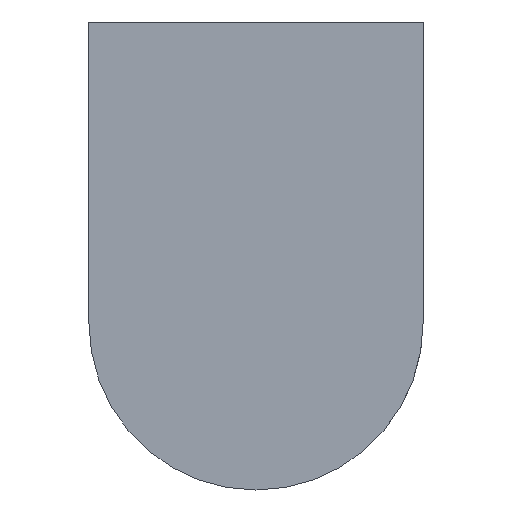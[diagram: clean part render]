
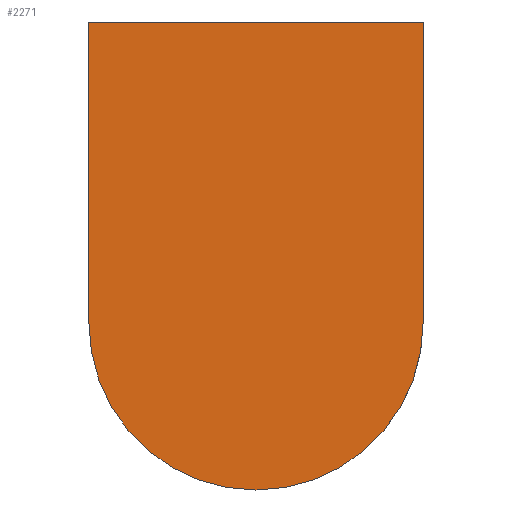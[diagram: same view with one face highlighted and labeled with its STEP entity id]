
A CAD part, front view. The second image highlights one B-rep face of the part: STEP entity #2271.
In plain terms, the highlighted planar face has unit normal (0, -1, 0).
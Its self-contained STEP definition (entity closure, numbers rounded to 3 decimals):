
#343 = CARTESIAN_POINT ( 'NONE',  ( 22.5, 0., -40.5 ) ) ;
#349 = CARTESIAN_POINT ( 'NONE',  ( 22.5, 0., 0. ) ) ;
#811 = CARTESIAN_POINT ( 'NONE',  ( 22.5, 0., 0. ) ) ;
#1072 = ORIENTED_EDGE ( 'NONE', *, *, #3700, .F. ) ;
#1158 = VECTOR ( 'NONE', #4457, 1000. ) ;
#1747 = DIRECTION ( 'NONE',  ( 0., 1., 0. ) ) ;
#1764 = ORIENTED_EDGE ( 'NONE', *, *, #3581, .F. ) ;
#1811 = CARTESIAN_POINT ( 'NONE',  ( 0., 0., -40.5 ) ) ;
#1879 = CARTESIAN_POINT ( 'NONE',  ( -22.5, 0., 0. ) ) ;
#1954 = AXIS2_PLACEMENT_3D ( 'NONE', #1811, #1747, #3999 ) ;
#2075 = CARTESIAN_POINT ( 'NONE',  ( 0., 0., -40.5 ) ) ;
#2160 = VERTEX_POINT ( 'NONE', #349 ) ;
#2198 = CARTESIAN_POINT ( 'NONE',  ( 0., 0., -40.5 ) ) ;
#2271 = ADVANCED_FACE ( 'NONE', ( #4974 ), #6672, .F. ) ;
#2512 = CARTESIAN_POINT ( 'NONE',  ( -22.5, 0., -40.5 ) ) ;
#3150 = VERTEX_POINT ( 'NONE', #1879 ) ;
#3331 = LINE ( 'NONE', #2512, #6082 ) ;
#3581 = EDGE_CURVE ( 'NONE', #2160, #4136, #9215, .T. ) ;
#3700 = EDGE_CURVE ( 'NONE', #4664, #3150, #3331, .T. ) ;
#3984 = EDGE_LOOP ( 'NONE', ( #1072, #5718, #6166, #1764, #9409 ) ) ;
#3999 = DIRECTION ( 'NONE',  ( 0., 0., 1. ) ) ;
#4136 = VERTEX_POINT ( 'NONE', #343 ) ;
#4322 = CIRCLE ( 'NONE', #1954, 22.5 ) ;
#4457 = DIRECTION ( 'NONE',  ( 0., 0., -1. ) ) ;
#4477 = DIRECTION ( 'NONE',  ( 0., 0., 1. ) ) ;
#4664 = VERTEX_POINT ( 'NONE', #8157 ) ;
#4687 = CARTESIAN_POINT ( 'NONE',  ( -22.5, 0., 0. ) ) ;
#4974 = FACE_OUTER_BOUND ( 'NONE', #3984, .T. ) ;
#5167 = AXIS2_PLACEMENT_3D ( 'NONE', #2198, #8785, #4477 ) ;
#5186 = CARTESIAN_POINT ( 'NONE',  ( 0., 0., -63. ) ) ;
#5274 = DIRECTION ( 'NONE',  ( 1., 0., 0. ) ) ;
#5450 = CIRCLE ( 'NONE', #9109, 22.5 ) ;
#5554 = LINE ( 'NONE', #4687, #7998 ) ;
#5718 = ORIENTED_EDGE ( 'NONE', *, *, #8958, .F. ) ;
#5816 = DIRECTION ( 'NONE',  ( 0., 0., 1. ) ) ;
#6082 = VECTOR ( 'NONE', #7676, 1000. ) ;
#6166 = ORIENTED_EDGE ( 'NONE', *, *, #7477, .F. ) ;
#6672 = PLANE ( 'NONE',  #5167 ) ;
#6959 = VERTEX_POINT ( 'NONE', #5186 ) ;
#7235 = DIRECTION ( 'NONE',  ( 0., 1., 0. ) ) ;
#7477 = EDGE_CURVE ( 'NONE', #4136, #6959, #5450, .T. ) ;
#7676 = DIRECTION ( 'NONE',  ( 0., 0., 1. ) ) ;
#7779 = EDGE_CURVE ( 'NONE', #3150, #2160, #5554, .T. ) ;
#7998 = VECTOR ( 'NONE', #5274, 1000. ) ;
#8157 = CARTESIAN_POINT ( 'NONE',  ( -22.5, 0., -40.5 ) ) ;
#8785 = DIRECTION ( 'NONE',  ( 0., 1., 0. ) ) ;
#8958 = EDGE_CURVE ( 'NONE', #6959, #4664, #4322, .T. ) ;
#9109 = AXIS2_PLACEMENT_3D ( 'NONE', #2075, #7235, #5816 ) ;
#9215 = LINE ( 'NONE', #811, #1158 ) ;
#9409 = ORIENTED_EDGE ( 'NONE', *, *, #7779, .F. ) ;
